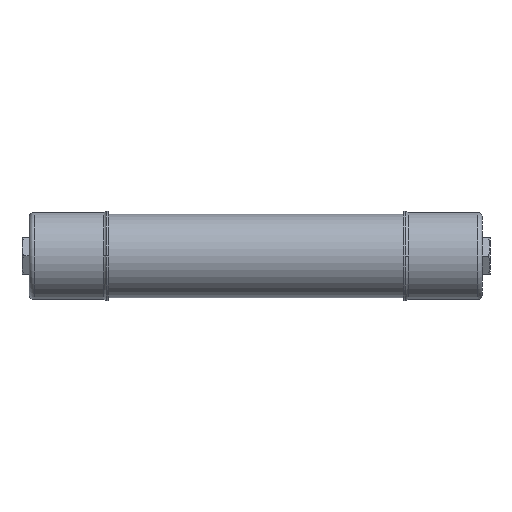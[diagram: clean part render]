
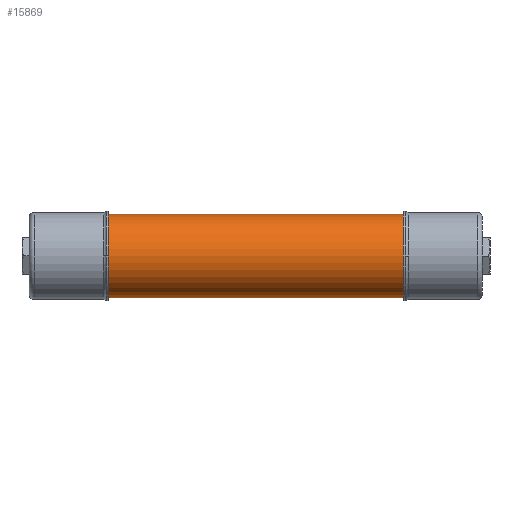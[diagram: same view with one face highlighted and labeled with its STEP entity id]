
A CAD part, front view. The second image highlights one B-rep face of the part: STEP entity #15869.
In plain terms, the highlighted cylindrical face has radius 36.513 mm (diameter 73.025 mm), a partial arc.
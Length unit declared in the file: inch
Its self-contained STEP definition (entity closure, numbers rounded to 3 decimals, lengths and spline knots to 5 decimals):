
#41 = CARTESIAN_POINT ( 'NONE',  ( 7.539, 0., 0. ) ) ;
#945 = CARTESIAN_POINT ( 'NONE',  ( 7.539, 0., 0. ) ) ;
#1799 = ORIENTED_EDGE ( 'NONE', *, *, #12838, .T. ) ;
#3132 = DIRECTION ( 'NONE',  ( 0., 0., 1. ) ) ;
#3388 = EDGE_CURVE ( 'NONE', #22586, #12047, #6374, .T. ) ;
#4171 = DIRECTION ( 'NONE',  ( -1., 0., 0. ) ) ;
#5894 = EDGE_LOOP ( 'NONE', ( #19529, #22446, #1799, #13637 ) ) ;
#6079 = DIRECTION ( 'NONE',  ( 1., 0., 0. ) ) ;
#6374 = LINE ( 'NONE', #17773, #7718 ) ;
#7610 = CARTESIAN_POINT ( 'NONE',  ( 7.539, 0., 1.4375 ) ) ;
#7632 = CARTESIAN_POINT ( 'NONE',  ( 7.539, 0., 1.4375 ) ) ;
#7663 = FACE_OUTER_BOUND ( 'NONE', #5894, .T. ) ;
#7718 = VECTOR ( 'NONE', #4171, 39.37008 ) ;
#8841 = AXIS2_PLACEMENT_3D ( 'NONE', #945, #18809, #3132 ) ;
#9297 = AXIS2_PLACEMENT_3D ( 'NONE', #23689, #28160, #23992 ) ;
#9511 = LINE ( 'NONE', #7632, #26529 ) ;
#9844 = CYLINDRICAL_SURFACE ( 'NONE', #8841, 1.4375 ) ;
#11541 = CARTESIAN_POINT ( 'NONE',  ( -7.539, 0., -1.4375 ) ) ;
#12047 = VERTEX_POINT ( 'NONE', #11541 ) ;
#12259 = VERTEX_POINT ( 'NONE', #7610 ) ;
#12838 = EDGE_CURVE ( 'NONE', #12259, #23988, #9511, .T. ) ;
#13637 = ORIENTED_EDGE ( 'NONE', *, *, #21329, .T. ) ;
#13802 = AXIS2_PLACEMENT_3D ( 'NONE', #41, #6079, #14986 ) ;
#14586 = EDGE_CURVE ( 'Edge1', #12259, #22586, #22319, .T. ) ;
#14986 = DIRECTION ( 'NONE',  ( 0., 0., -1. ) ) ;
#15869 = ADVANCED_FACE ( 'Face2', ( #7663 ), #9844, .T. ) ;
#16540 = DIRECTION ( 'NONE',  ( -1., 0., 0. ) ) ;
#17773 = CARTESIAN_POINT ( 'NONE',  ( 7.539, 0., -1.4375 ) ) ;
#18809 = DIRECTION ( 'NONE',  ( -1., 0., 0. ) ) ;
#18989 = CARTESIAN_POINT ( 'NONE',  ( -7.539, 0., 1.4375 ) ) ;
#19529 = ORIENTED_EDGE ( 'NONE', *, *, #3388, .F. ) ;
#21329 = EDGE_CURVE ( 'Edge2', #23988, #12047, #21987, .T. ) ;
#21987 = CIRCLE ( 'NONE', #9297, 1.4375 ) ;
#22319 = CIRCLE ( 'NONE', #13802, 1.4375 ) ;
#22446 = ORIENTED_EDGE ( 'NONE', *, *, #14586, .F. ) ;
#22586 = VERTEX_POINT ( 'NONE', #23819 ) ;
#23689 = CARTESIAN_POINT ( 'NONE',  ( -7.539, 0., 0. ) ) ;
#23819 = CARTESIAN_POINT ( 'NONE',  ( 7.539, 0., -1.4375 ) ) ;
#23988 = VERTEX_POINT ( 'NONE', #18989 ) ;
#23992 = DIRECTION ( 'NONE',  ( 0., 0., -1. ) ) ;
#26529 = VECTOR ( 'NONE', #16540, 39.37008 ) ;
#28160 = DIRECTION ( 'NONE',  ( 1., 0., 0. ) ) ;
